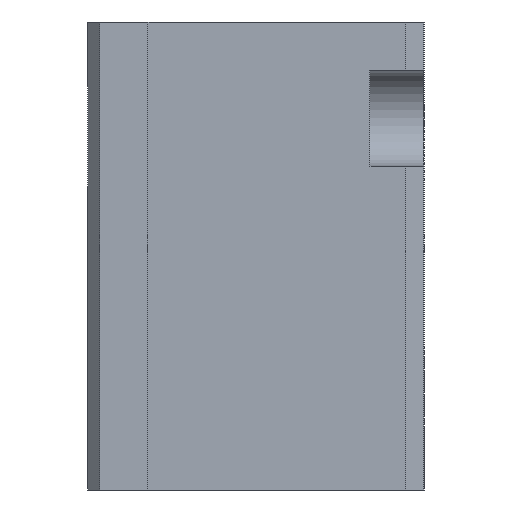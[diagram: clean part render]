
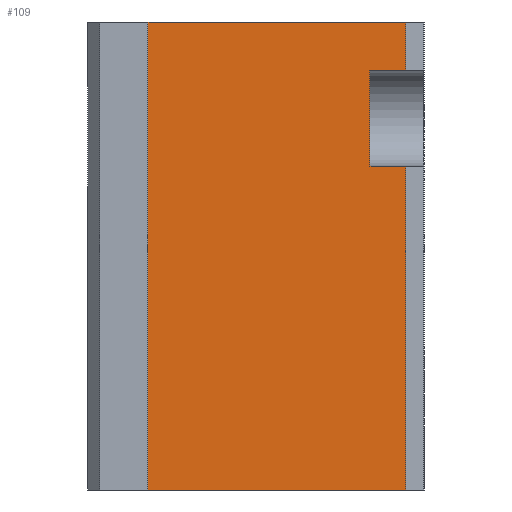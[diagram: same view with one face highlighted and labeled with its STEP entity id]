
A CAD part, left-side view. The second image highlights one B-rep face of the part: STEP entity #109.
In plain terms, the highlighted planar face has unit normal (-1, 0, 0).
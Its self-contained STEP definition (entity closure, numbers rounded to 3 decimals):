
#109 = ADVANCED_FACE( '', ( #236 ), #237, .F. );
#236 = FACE_OUTER_BOUND( '', #380, .T. );
#237 = PLANE( '', #381 );
#380 = EDGE_LOOP( '', ( #639, #640, #641, #642, #643, #644, #645, #646 ) );
#381 = AXIS2_PLACEMENT_3D( '', #647, #648, #649 );
#639 = ORIENTED_EDGE( '', *, *, #779, .F. );
#640 = ORIENTED_EDGE( '', *, *, #878, .F. );
#641 = ORIENTED_EDGE( '', *, *, #839, .F. );
#642 = ORIENTED_EDGE( '', *, *, #833, .T. );
#643 = ORIENTED_EDGE( '', *, *, #799, .T. );
#644 = ORIENTED_EDGE( '', *, *, #879, .F. );
#645 = ORIENTED_EDGE( '', *, *, #811, .F. );
#646 = ORIENTED_EDGE( '', *, *, #805, .T. );
#647 = CARTESIAN_POINT( '', ( -20.5, 23., 39. ) );
#648 = DIRECTION( '', ( 1., 0., 0. ) );
#649 = DIRECTION( '', ( 0., 0., -1. ) );
#779 = EDGE_CURVE( '', #910, #911, #912, .T. );
#799 = EDGE_CURVE( '', #949, #947, #950, .T. );
#805 = EDGE_CURVE( '', #956, #911, #959, .T. );
#811 = EDGE_CURVE( '', #956, #967, #968, .T. );
#833 = EDGE_CURVE( '', #1003, #949, #1004, .T. );
#839 = EDGE_CURVE( '', #1003, #1013, #1014, .T. );
#878 = EDGE_CURVE( '', #1013, #910, #1067, .T. );
#879 = EDGE_CURVE( '', #967, #947, #1068, .T. );
#910 = VERTEX_POINT( '', #1104 );
#911 = VERTEX_POINT( '', #1105 );
#912 = LINE( '', #1106, #1107 );
#947 = VERTEX_POINT( '', #1155 );
#949 = VERTEX_POINT( '', #1158 );
#950 = LINE( '', #1159, #1160 );
#956 = VERTEX_POINT( '', #1168 );
#959 = LINE( '', #1172, #1173 );
#967 = VERTEX_POINT( '', #1184 );
#968 = LINE( '', #1185, #1186 );
#1003 = VERTEX_POINT( '', #1233 );
#1004 = LINE( '', #1234, #1235 );
#1013 = VERTEX_POINT( '', #1248 );
#1014 = LINE( '', #1249, #1250 );
#1067 = LINE( '', #1379, #1380 );
#1068 = LINE( '', #1381, #1382 );
#1104 = CARTESIAN_POINT( '', ( -20.5, 1.5, 35. ) );
#1105 = CARTESIAN_POINT( '', ( -20.5, 4.5, 35. ) );
#1106 = CARTESIAN_POINT( '', ( -20.5, 23., 35. ) );
#1107 = VECTOR( '', #1463, 1000. );
#1155 = CARTESIAN_POINT( '', ( -20.5, 1.5, 0. ) );
#1158 = CARTESIAN_POINT( '', ( -20.5, 23., 0. ) );
#1159 = CARTESIAN_POINT( '', ( -20.5, 23., 0. ) );
#1160 = VECTOR( '', #1487, 1000. );
#1168 = CARTESIAN_POINT( '', ( -20.5, 4.5, 27. ) );
#1172 = CARTESIAN_POINT( '', ( -20.5, 4.5, 39. ) );
#1173 = VECTOR( '', #1494, 1000. );
#1184 = CARTESIAN_POINT( '', ( -20.5, 1.5, 27. ) );
#1185 = CARTESIAN_POINT( '', ( -20.5, 23., 27. ) );
#1186 = VECTOR( '', #1498, 1000. );
#1233 = CARTESIAN_POINT( '', ( -20.5, 23., 39. ) );
#1234 = CARTESIAN_POINT( '', ( -20.5, 23., 39. ) );
#1235 = VECTOR( '', #1523, 1000. );
#1248 = CARTESIAN_POINT( '', ( -20.5, 1.5, 39. ) );
#1249 = CARTESIAN_POINT( '', ( -20.5, 23., 39. ) );
#1250 = VECTOR( '', #1528, 1000. );
#1379 = CARTESIAN_POINT( '', ( -20.5, 1.5, 39. ) );
#1380 = VECTOR( '', #1569, 1000. );
#1381 = CARTESIAN_POINT( '', ( -20.5, 1.5, 39. ) );
#1382 = VECTOR( '', #1570, 1000. );
#1463 = DIRECTION( '', ( 0., 1., 0. ) );
#1487 = DIRECTION( '', ( 0., -1., 0. ) );
#1494 = DIRECTION( '', ( 0., 0., 1. ) );
#1498 = DIRECTION( '', ( 0., -1., 0. ) );
#1523 = DIRECTION( '', ( 0., 0., -1. ) );
#1528 = DIRECTION( '', ( 0., -1., 0. ) );
#1569 = DIRECTION( '', ( 0., 0., -1. ) );
#1570 = DIRECTION( '', ( 0., 0., -1. ) );
